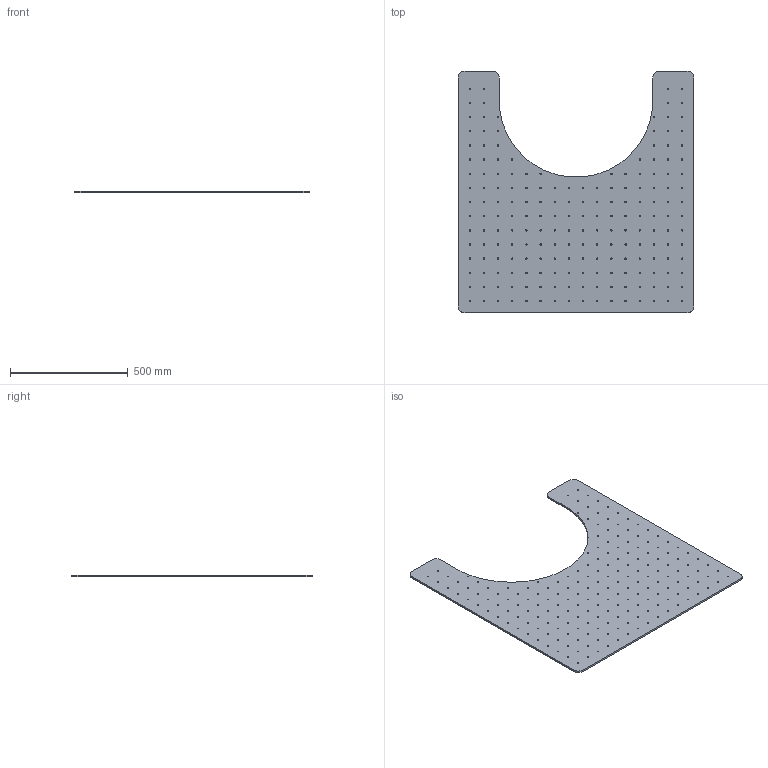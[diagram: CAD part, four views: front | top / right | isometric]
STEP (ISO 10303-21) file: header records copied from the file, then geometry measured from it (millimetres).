
FILE_DESCRIPTION(/* description */ (''),/* implementation_level */ '2;1');
FILE_NAME(/* name */ 'Omron TM12 Work Surface v4.step',/* time_stamp */ '2022-04-26T13:39:37+02:00',/* author */ (''),/* organization */ (''),/* preprocessor_version */ 'ST-DEVELOPER v18.1',/* originating_system */ 'Autodesk Translation Framework v10.14.0.1471',/* authorisation */ '');
FILE_SCHEMA (('AUTOMOTIVE_DESIGN { 1 0 10303 214 3 1 1 }'));
Length unit declared in the file: millimetre
Products named in the file (2): Omron TM12 Work Surface; Component1
Assembly tree (1 placements, depth 2):
  Omron TM12 Work Surface
    Component1
Bounding box: 1000 x 1025 x 8 mm (x, y, z)
Volume: 6167034.4 mm3; surface area: 1607170 mm2
Topology: 1 solids, 1 shells, 206 faces, 612 edges, 408 vertices
Faces by surface type: cylinder 197, plane 9
Full cylindrical faces by diameter (mm): 6 x190
Entity records: 7970 total; most frequent: DIRECTION 1424, CARTESIAN_POINT 1229, ORIENTED_EDGE 1224, EDGE_CURVE 612, AXIS2_PLACEMENT_3D 603, EDGE_LOOP 586, VERTEX_POINT 408, CIRCLE 394
